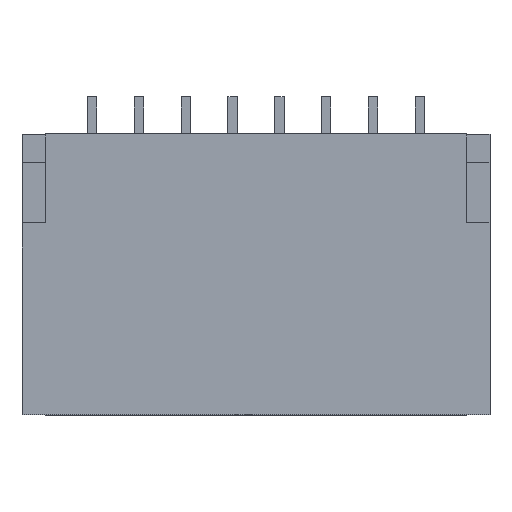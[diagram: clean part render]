
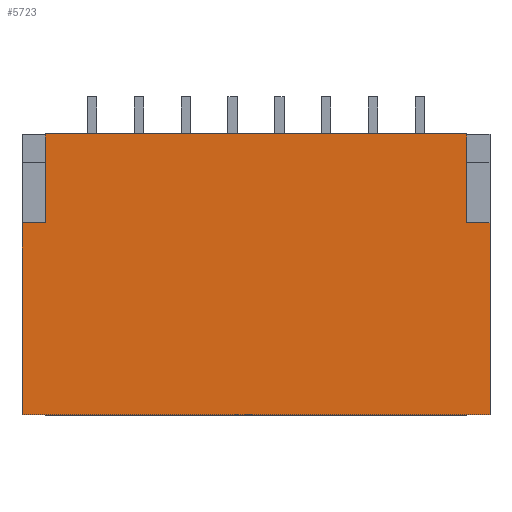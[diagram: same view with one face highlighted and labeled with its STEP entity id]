
A CAD part, top view. The second image highlights one B-rep face of the part: STEP entity #5723.
In plain terms, the highlighted planar face has unit normal (0, 0, 1).
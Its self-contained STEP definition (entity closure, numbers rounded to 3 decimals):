
#159 = PLANE('',#160);
#160 = AXIS2_PLACEMENT_3D('',#161,#162,#163);
#161 = CARTESIAN_POINT('',(-5.,-3.35,0.11));
#162 = DIRECTION('',(1.,0.,0.));
#163 = DIRECTION('',(0.,1.,0.));
#187 = PLANE('',#188);
#188 = AXIS2_PLACEMENT_3D('',#189,#190,#191);
#189 = CARTESIAN_POINT('',(-5.,2.65,4.51));
#190 = DIRECTION('',(0.,1.,0.));
#191 = DIRECTION('',(0.,0.,1.));
#1032 = PLANE('',#1033);
#1033 = AXIS2_PLACEMENT_3D('',#1034,#1035,#1036);
#1034 = CARTESIAN_POINT('',(5.,-3.35,0.11));
#1035 = DIRECTION('',(1.,0.,0.));
#1036 = DIRECTION('',(0.,1.,0.));
#1172 = PLANE('',#1173);
#1173 = AXIS2_PLACEMENT_3D('',#1174,#1175,#1176);
#1174 = CARTESIAN_POINT('',(-5.,-3.35,4.51));
#1175 = DIRECTION('',(0.,-1.,0.));
#1176 = DIRECTION('',(0.,0.,-1.));
#1813 = VERTEX_POINT('',#1814);
#1814 = CARTESIAN_POINT('',(-5.,-3.35,4.51));
#1835 = EDGE_CURVE('',#1836,#1813,#1838,.T.);
#1836 = VERTEX_POINT('',#1837);
#1837 = CARTESIAN_POINT('',(-5.,0.75,4.51));
#1838 = SURFACE_CURVE('',#1839,(#1843,#1850),.PCURVE_S1.);
#1839 = LINE('',#1840,#1841);
#1840 = CARTESIAN_POINT('',(-5.,-3.35,4.51));
#1841 = VECTOR('',#1842,1.);
#1842 = DIRECTION('',(0.,-1.,0.));
#1843 = PCURVE('',#159,#1844);
#1844 = DEFINITIONAL_REPRESENTATION('',(#1845),#1849);
#1845 = LINE('',#1846,#1847);
#1846 = CARTESIAN_POINT('',(0.,4.4));
#1847 = VECTOR('',#1848,1.);
#1848 = DIRECTION('',(-1.,0.));
#1849 = ( GEOMETRIC_REPRESENTATION_CONTEXT(2) 
PARAMETRIC_REPRESENTATION_CONTEXT() REPRESENTATION_CONTEXT('2D SPACE',''
  ) );
#1850 = PCURVE('',#1851,#1856);
#1851 = PLANE('',#1852);
#1852 = AXIS2_PLACEMENT_3D('',#1853,#1854,#1855);
#1853 = CARTESIAN_POINT('',(-5.,-3.35,4.51));
#1854 = DIRECTION('',(0.,0.,1.));
#1855 = DIRECTION('',(0.,-1.,0.));
#1856 = DEFINITIONAL_REPRESENTATION('',(#1857),#1861);
#1857 = LINE('',#1858,#1859);
#1858 = CARTESIAN_POINT('',(0.,0.));
#1859 = VECTOR('',#1860,1.);
#1860 = DIRECTION('',(1.,0.));
#1861 = ( GEOMETRIC_REPRESENTATION_CONTEXT(2) 
PARAMETRIC_REPRESENTATION_CONTEXT() REPRESENTATION_CONTEXT('2D SPACE',''
  ) );
#1879 = PLANE('',#1880);
#1880 = AXIS2_PLACEMENT_3D('',#1881,#1882,#1883);
#1881 = CARTESIAN_POINT('',(-4.5,0.75,4.51));
#1882 = DIRECTION('',(0.,1.,0.));
#1883 = DIRECTION('',(-1.,0.,0.));
#2736 = VERTEX_POINT('',#2737);
#2737 = CARTESIAN_POINT('',(5.,0.75,4.51));
#2751 = PLANE('',#2752);
#2752 = AXIS2_PLACEMENT_3D('',#2753,#2754,#2755);
#2753 = CARTESIAN_POINT('',(4.5,0.75,4.51));
#2754 = DIRECTION('',(0.,-1.,0.));
#2755 = DIRECTION('',(1.,0.,0.));
#2763 = EDGE_CURVE('',#2736,#2764,#2766,.T.);
#2764 = VERTEX_POINT('',#2765);
#2765 = CARTESIAN_POINT('',(5.,-3.35,4.51));
#2766 = SURFACE_CURVE('',#2767,(#2771,#2778),.PCURVE_S1.);
#2767 = LINE('',#2768,#2769);
#2768 = CARTESIAN_POINT('',(5.,-3.35,4.51));
#2769 = VECTOR('',#2770,1.);
#2770 = DIRECTION('',(0.,-1.,0.));
#2771 = PCURVE('',#1032,#2772);
#2772 = DEFINITIONAL_REPRESENTATION('',(#2773),#2777);
#2773 = LINE('',#2774,#2775);
#2774 = CARTESIAN_POINT('',(0.,4.4));
#2775 = VECTOR('',#2776,1.);
#2776 = DIRECTION('',(-1.,0.));
#2777 = ( GEOMETRIC_REPRESENTATION_CONTEXT(2) 
PARAMETRIC_REPRESENTATION_CONTEXT() REPRESENTATION_CONTEXT('2D SPACE',''
  ) );
#2778 = PCURVE('',#1851,#2779);
#2779 = DEFINITIONAL_REPRESENTATION('',(#2780),#2784);
#2780 = LINE('',#2781,#2782);
#2781 = CARTESIAN_POINT('',(0.,10.));
#2782 = VECTOR('',#2783,1.);
#2783 = DIRECTION('',(1.,0.));
#2784 = ( GEOMETRIC_REPRESENTATION_CONTEXT(2) 
PARAMETRIC_REPRESENTATION_CONTEXT() REPRESENTATION_CONTEXT('2D SPACE',''
  ) );
#3454 = EDGE_CURVE('',#1813,#2764,#3455,.T.);
#3455 = SURFACE_CURVE('',#3456,(#3460,#3467),.PCURVE_S1.);
#3456 = LINE('',#3457,#3458);
#3457 = CARTESIAN_POINT('',(-5.,-3.35,4.51));
#3458 = VECTOR('',#3459,1.);
#3459 = DIRECTION('',(1.,0.,0.));
#3460 = PCURVE('',#1172,#3461);
#3461 = DEFINITIONAL_REPRESENTATION('',(#3462),#3466);
#3462 = LINE('',#3463,#3464);
#3463 = CARTESIAN_POINT('',(0.,0.));
#3464 = VECTOR('',#3465,1.);
#3465 = DIRECTION('',(0.,1.));
#3466 = ( GEOMETRIC_REPRESENTATION_CONTEXT(2) 
PARAMETRIC_REPRESENTATION_CONTEXT() REPRESENTATION_CONTEXT('2D SPACE',''
  ) );
#3467 = PCURVE('',#1851,#3468);
#3468 = DEFINITIONAL_REPRESENTATION('',(#3469),#3473);
#3469 = LINE('',#3470,#3471);
#3470 = CARTESIAN_POINT('',(0.,0.));
#3471 = VECTOR('',#3472,1.);
#3472 = DIRECTION('',(0.,1.));
#3473 = ( GEOMETRIC_REPRESENTATION_CONTEXT(2) 
PARAMETRIC_REPRESENTATION_CONTEXT() REPRESENTATION_CONTEXT('2D SPACE',''
  ) );
#4335 = VERTEX_POINT('',#4336);
#4336 = CARTESIAN_POINT('',(-4.5,2.65,4.51));
#4350 = PLANE('',#4351);
#4351 = AXIS2_PLACEMENT_3D('',#4352,#4353,#4354);
#4352 = CARTESIAN_POINT('',(-4.5,2.65,3.86));
#4353 = DIRECTION('',(1.,0.,0.));
#4354 = DIRECTION('',(0.,-1.,0.));
#4362 = EDGE_CURVE('',#4335,#4363,#4365,.T.);
#4363 = VERTEX_POINT('',#4364);
#4364 = CARTESIAN_POINT('',(4.5,2.65,4.51));
#4365 = SURFACE_CURVE('',#4366,(#4370,#4377),.PCURVE_S1.);
#4366 = LINE('',#4367,#4368);
#4367 = CARTESIAN_POINT('',(-5.,2.65,4.51));
#4368 = VECTOR('',#4369,1.);
#4369 = DIRECTION('',(1.,0.,0.));
#4370 = PCURVE('',#187,#4371);
#4371 = DEFINITIONAL_REPRESENTATION('',(#4372),#4376);
#4372 = LINE('',#4373,#4374);
#4373 = CARTESIAN_POINT('',(0.,0.));
#4374 = VECTOR('',#4375,1.);
#4375 = DIRECTION('',(0.,1.));
#4376 = ( GEOMETRIC_REPRESENTATION_CONTEXT(2) 
PARAMETRIC_REPRESENTATION_CONTEXT() REPRESENTATION_CONTEXT('2D SPACE',''
  ) );
#4377 = PCURVE('',#1851,#4378);
#4378 = DEFINITIONAL_REPRESENTATION('',(#4379),#4383);
#4379 = LINE('',#4380,#4381);
#4380 = CARTESIAN_POINT('',(-6.,0.));
#4381 = VECTOR('',#4382,1.);
#4382 = DIRECTION('',(0.,1.));
#4383 = ( GEOMETRIC_REPRESENTATION_CONTEXT(2) 
PARAMETRIC_REPRESENTATION_CONTEXT() REPRESENTATION_CONTEXT('2D SPACE',''
  ) );
#4401 = PLANE('',#4402);
#4402 = AXIS2_PLACEMENT_3D('',#4403,#4404,#4405);
#4403 = CARTESIAN_POINT('',(4.5,2.65,3.86));
#4404 = DIRECTION('',(-1.,0.,0.));
#4405 = DIRECTION('',(0.,-1.,0.));
#5452 = EDGE_CURVE('',#5453,#1836,#5455,.T.);
#5453 = VERTEX_POINT('',#5454);
#5454 = CARTESIAN_POINT('',(-4.5,0.75,4.51));
#5455 = SURFACE_CURVE('',#5456,(#5460,#5467),.PCURVE_S1.);
#5456 = LINE('',#5457,#5458);
#5457 = CARTESIAN_POINT('',(-4.5,0.75,4.51));
#5458 = VECTOR('',#5459,1.);
#5459 = DIRECTION('',(-1.,0.,0.));
#5460 = PCURVE('',#1879,#5461);
#5461 = DEFINITIONAL_REPRESENTATION('',(#5462),#5466);
#5462 = LINE('',#5463,#5464);
#5463 = CARTESIAN_POINT('',(0.,0.));
#5464 = VECTOR('',#5465,1.);
#5465 = DIRECTION('',(1.,0.));
#5466 = ( GEOMETRIC_REPRESENTATION_CONTEXT(2) 
PARAMETRIC_REPRESENTATION_CONTEXT() REPRESENTATION_CONTEXT('2D SPACE',''
  ) );
#5467 = PCURVE('',#1851,#5468);
#5468 = DEFINITIONAL_REPRESENTATION('',(#5469),#5473);
#5469 = LINE('',#5470,#5471);
#5470 = CARTESIAN_POINT('',(-4.1,0.5));
#5471 = VECTOR('',#5472,1.);
#5472 = DIRECTION('',(0.,-1.));
#5473 = ( GEOMETRIC_REPRESENTATION_CONTEXT(2) 
PARAMETRIC_REPRESENTATION_CONTEXT() REPRESENTATION_CONTEXT('2D SPACE',''
  ) );
#5723 = ADVANCED_FACE('',(#5724),#1851,.T.);
#5724 = FACE_BOUND('',#5725,.T.);
#5725 = EDGE_LOOP('',(#5726,#5747,#5748,#5749,#5750,#5751,#5774,#5795));
#5726 = ORIENTED_EDGE('',*,*,#5727,.T.);
#5727 = EDGE_CURVE('',#4335,#5453,#5728,.T.);
#5728 = SURFACE_CURVE('',#5729,(#5733,#5740),.PCURVE_S1.);
#5729 = LINE('',#5730,#5731);
#5730 = CARTESIAN_POINT('',(-4.5,2.65,4.51));
#5731 = VECTOR('',#5732,1.);
#5732 = DIRECTION('',(0.,-1.,0.));
#5733 = PCURVE('',#1851,#5734);
#5734 = DEFINITIONAL_REPRESENTATION('',(#5735),#5739);
#5735 = LINE('',#5736,#5737);
#5736 = CARTESIAN_POINT('',(-6.,0.5));
#5737 = VECTOR('',#5738,1.);
#5738 = DIRECTION('',(1.,0.));
#5739 = ( GEOMETRIC_REPRESENTATION_CONTEXT(2) 
PARAMETRIC_REPRESENTATION_CONTEXT() REPRESENTATION_CONTEXT('2D SPACE',''
  ) );
#5740 = PCURVE('',#4350,#5741);
#5741 = DEFINITIONAL_REPRESENTATION('',(#5742),#5746);
#5742 = LINE('',#5743,#5744);
#5743 = CARTESIAN_POINT('',(0.,-0.65));
#5744 = VECTOR('',#5745,1.);
#5745 = DIRECTION('',(1.,0.));
#5746 = ( GEOMETRIC_REPRESENTATION_CONTEXT(2) 
PARAMETRIC_REPRESENTATION_CONTEXT() REPRESENTATION_CONTEXT('2D SPACE',''
  ) );
#5747 = ORIENTED_EDGE('',*,*,#5452,.T.);
#5748 = ORIENTED_EDGE('',*,*,#1835,.T.);
#5749 = ORIENTED_EDGE('',*,*,#3454,.T.);
#5750 = ORIENTED_EDGE('',*,*,#2763,.F.);
#5751 = ORIENTED_EDGE('',*,*,#5752,.F.);
#5752 = EDGE_CURVE('',#5753,#2736,#5755,.T.);
#5753 = VERTEX_POINT('',#5754);
#5754 = CARTESIAN_POINT('',(4.5,0.75,4.51));
#5755 = SURFACE_CURVE('',#5756,(#5760,#5767),.PCURVE_S1.);
#5756 = LINE('',#5757,#5758);
#5757 = CARTESIAN_POINT('',(4.5,0.75,4.51));
#5758 = VECTOR('',#5759,1.);
#5759 = DIRECTION('',(1.,0.,0.));
#5760 = PCURVE('',#1851,#5761);
#5761 = DEFINITIONAL_REPRESENTATION('',(#5762),#5766);
#5762 = LINE('',#5763,#5764);
#5763 = CARTESIAN_POINT('',(-4.1,9.5));
#5764 = VECTOR('',#5765,1.);
#5765 = DIRECTION('',(0.,1.));
#5766 = ( GEOMETRIC_REPRESENTATION_CONTEXT(2) 
PARAMETRIC_REPRESENTATION_CONTEXT() REPRESENTATION_CONTEXT('2D SPACE',''
  ) );
#5767 = PCURVE('',#2751,#5768);
#5768 = DEFINITIONAL_REPRESENTATION('',(#5769),#5773);
#5769 = LINE('',#5770,#5771);
#5770 = CARTESIAN_POINT('',(0.,0.));
#5771 = VECTOR('',#5772,1.);
#5772 = DIRECTION('',(1.,0.));
#5773 = ( GEOMETRIC_REPRESENTATION_CONTEXT(2) 
PARAMETRIC_REPRESENTATION_CONTEXT() REPRESENTATION_CONTEXT('2D SPACE',''
  ) );
#5774 = ORIENTED_EDGE('',*,*,#5775,.F.);
#5775 = EDGE_CURVE('',#4363,#5753,#5776,.T.);
#5776 = SURFACE_CURVE('',#5777,(#5781,#5788),.PCURVE_S1.);
#5777 = LINE('',#5778,#5779);
#5778 = CARTESIAN_POINT('',(4.5,2.65,4.51));
#5779 = VECTOR('',#5780,1.);
#5780 = DIRECTION('',(0.,-1.,0.));
#5781 = PCURVE('',#1851,#5782);
#5782 = DEFINITIONAL_REPRESENTATION('',(#5783),#5787);
#5783 = LINE('',#5784,#5785);
#5784 = CARTESIAN_POINT('',(-6.,9.5));
#5785 = VECTOR('',#5786,1.);
#5786 = DIRECTION('',(1.,0.));
#5787 = ( GEOMETRIC_REPRESENTATION_CONTEXT(2) 
PARAMETRIC_REPRESENTATION_CONTEXT() REPRESENTATION_CONTEXT('2D SPACE',''
  ) );
#5788 = PCURVE('',#4401,#5789);
#5789 = DEFINITIONAL_REPRESENTATION('',(#5790),#5794);
#5790 = LINE('',#5791,#5792);
#5791 = CARTESIAN_POINT('',(0.,0.65));
#5792 = VECTOR('',#5793,1.);
#5793 = DIRECTION('',(1.,0.));
#5794 = ( GEOMETRIC_REPRESENTATION_CONTEXT(2) 
PARAMETRIC_REPRESENTATION_CONTEXT() REPRESENTATION_CONTEXT('2D SPACE',''
  ) );
#5795 = ORIENTED_EDGE('',*,*,#4362,.F.);
